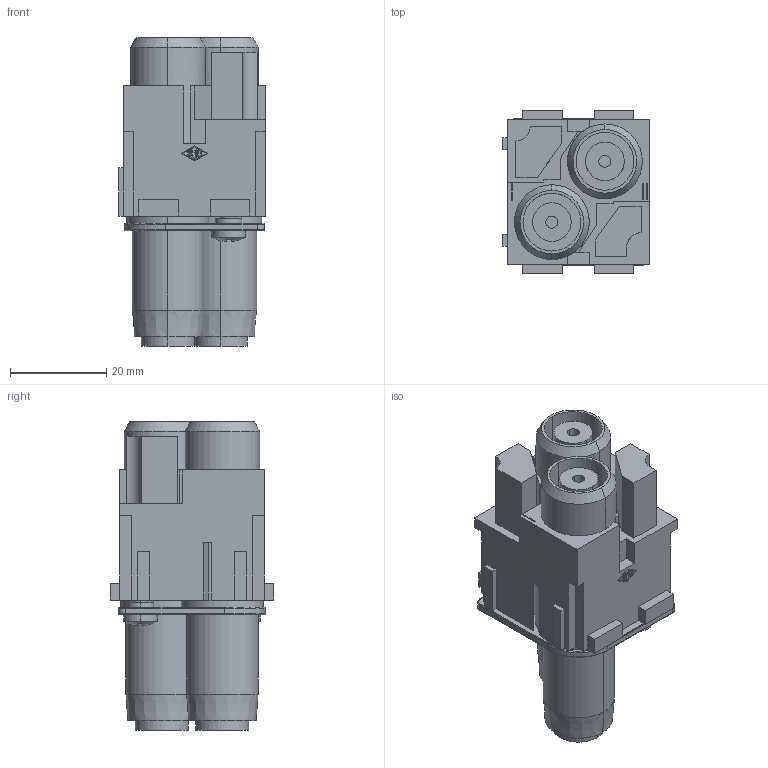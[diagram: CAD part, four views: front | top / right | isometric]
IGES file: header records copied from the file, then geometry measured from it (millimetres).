
Global section: file name: No Iges File Name specified; native system: AutoDesk Inventor R6.1; preprocessor: AutoDesk Inventor Iges Exporter R6.1; author: No Author specified; organization: No Organization specified; date: 20061208.080850; units: millimetre
Bounding box: 30.4 x 34 x 64 mm (x, y, z)
Volume: 28447.4 mm3; surface area: 17782.5 mm2
Topology: 1 solids, 3 shells, 397 faces, 1024 edges, 666 vertices
Faces by surface type: plane 254, cylinder 69, revolution 40, bspline 14, cone 8, torus 8, sphere 4
